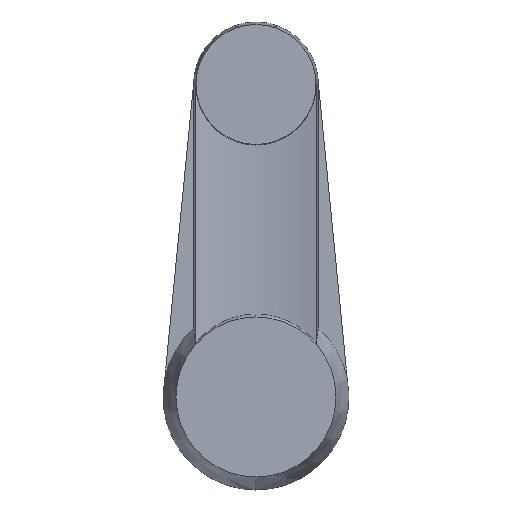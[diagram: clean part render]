
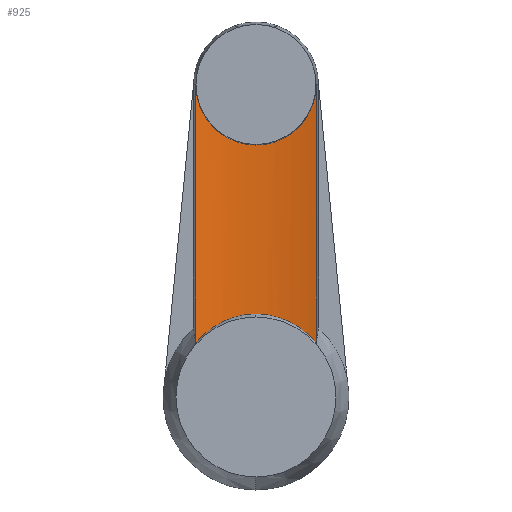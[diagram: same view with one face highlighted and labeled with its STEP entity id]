
A CAD part, front view. The second image highlights one B-rep face of the part: STEP entity #925.
In plain terms, the highlighted cylindrical face has radius 500 mm (diameter 1000 mm), a partial arc.
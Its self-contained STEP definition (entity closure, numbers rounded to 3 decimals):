
#46=CARTESIAN_POINT('NONE',(120.295,176.013,657.787));
#47=VERTEX_POINT('NONE',#46);
#48=CARTESIAN_POINT('NONE',(0.,190.7,715.977));
#49=VERTEX_POINT('NONE',#48);
#50=B_SPLINE_CURVE_WITH_KNOTS('*CRV51',5,(#51,#52,#53,#54,#55,#56,#57,#58,#59,#60,#61,#62,#63,#64,#65),.UNSPECIFIED.,.U.,.U.,(6,3,3,3,6),(0.,1.,1.533,1.745,1.961),.UNSPECIFIED.);
#51=CARTESIAN_POINT('NONE',(120.295,176.013,657.787));
#52=CARTESIAN_POINT('NONE',(111.449,178.206,668.657));
#53=CARTESIAN_POINT('NONE',(101.45,180.471,678.573));
#54=CARTESIAN_POINT('NONE',(90.4,182.675,687.373));
#55=CARTESIAN_POINT('NONE',(72.047,185.744,698.892));
#56=CARTESIAN_POINT('NONE',(51.989,188.065,707.052));
#57=CARTESIAN_POINT('NONE',(44.842,188.765,709.462));
#58=CARTESIAN_POINT('NONE',(34.649,189.573,712.208));
#59=CARTESIAN_POINT('NONE',(24.257,190.125,714.06));
#60=CARTESIAN_POINT('NONE',(21.281,190.26,714.513));
#61=CARTESIAN_POINT('NONE',(15.254,190.49,715.28));
#62=CARTESIAN_POINT('NONE',(9.194,190.63,715.743));
#63=CARTESIAN_POINT('NONE',(6.131,190.677,715.898));
#64=CARTESIAN_POINT('NONE',(3.066,190.7,715.977));
#65=CARTESIAN_POINT('NONE',(0.,190.7,715.977));
#66=EDGE_CURVE('NONE',#47,#49,#50,.T.);
#126=CARTESIAN_POINT('NONE',(-120.295,176.013,657.787));
#127=VERTEX_POINT('NONE',#126);
#161=B_SPLINE_CURVE_WITH_KNOTS('*CRV48',5,(#162,#163,#164,#165,#166,#167,#168,#169,#170,#171,#172,#173,#174,#175,#176),.UNSPECIFIED.,.U.,.U.,(6,3,3,3,6),(0.,1.,1.987,4.456,9.094),.UNSPECIFIED.);
#162=CARTESIAN_POINT('NONE',(0.,190.7,715.977));
#163=CARTESIAN_POINT('NONE',(-3.059,190.7,715.977));
#164=CARTESIAN_POINT('NONE',(-6.118,190.677,715.899));
#165=CARTESIAN_POINT('NONE',(-9.174,190.63,715.744));
#166=CARTESIAN_POINT('NONE',(-15.234,190.491,715.282));
#167=CARTESIAN_POINT('NONE',(-21.26,190.261,714.517));
#168=CARTESIAN_POINT('NONE',(-24.243,190.125,714.062));
#169=CARTESIAN_POINT('NONE',(-34.641,189.574,712.21));
#170=CARTESIAN_POINT('NONE',(-44.841,188.765,709.463));
#171=CARTESIAN_POINT('NONE',(-51.988,188.065,707.053));
#172=CARTESIAN_POINT('NONE',(-72.047,185.744,698.892));
#173=CARTESIAN_POINT('NONE',(-90.4,182.675,687.373));
#174=CARTESIAN_POINT('NONE',(-101.45,180.471,678.573));
#175=CARTESIAN_POINT('NONE',(-111.449,178.206,668.657));
#176=CARTESIAN_POINT('NONE',(-120.295,176.013,657.787));
#177=EDGE_CURVE('NONE',#49,#127,#161,.T.);
#444=B_SPLINE_CURVE_WITH_KNOTS('*CRV50',5,(#445,#446,#447,#448,#449,#450,#451,#452,#453,#454,#455,#456),.UNSPECIFIED.,.U.,.U.,(6,3,3,6),(0.,1.,1.968,3.078),.UNSPECIFIED.);
#445=CARTESIAN_POINT('NONE',(120.295,176.013,1175.));
#446=CARTESIAN_POINT('NONE',(120.295,176.013,1162.634));
#447=CARTESIAN_POINT('NONE',(118.729,176.401,1150.268));
#448=CARTESIAN_POINT('NONE',(115.595,177.179,1138.185));
#449=CARTESIAN_POINT('NONE',(106.514,179.318,1115.497));
#450=CARTESIAN_POINT('NONE',(92.195,182.212,1095.804));
#451=CARTESIAN_POINT('NONE',(84.003,183.717,1087.043));
#452=CARTESIAN_POINT('NONE',(64.264,186.847,1070.572));
#453=CARTESIAN_POINT('NONE',(40.789,189.284,1059.768));
#454=CARTESIAN_POINT('NONE',(27.462,190.229,1055.821));
#455=CARTESIAN_POINT('NONE',(13.731,190.7,1053.848));
#456=CARTESIAN_POINT('NONE',(0.,190.7,1053.848));
#457=EDGE_CURVE('NONE',#905,#518,#444,.T.);
#517=CARTESIAN_POINT('NONE',(0.,190.7,1053.848));
#518=VERTEX_POINT('NONE',#517);
#519=B_SPLINE_CURVE_WITH_KNOTS('*CRV49',5,(#520,#521,#522,#523,#524,#525,#526,#527,#528,#529,#530,#531),.UNSPECIFIED.,.U.,.U.,(6,3,3,6),(0.,1.,1.872,2.772),.UNSPECIFIED.);
#520=CARTESIAN_POINT('NONE',(0.,190.7,1053.848));
#521=CARTESIAN_POINT('NONE',(-13.731,190.7,1053.848));
#522=CARTESIAN_POINT('NONE',(-27.462,190.229,1055.821));
#523=CARTESIAN_POINT('NONE',(-40.789,189.284,1059.768));
#524=CARTESIAN_POINT('NONE',(-64.264,186.847,1070.572));
#525=CARTESIAN_POINT('NONE',(-84.003,183.717,1087.043));
#526=CARTESIAN_POINT('NONE',(-92.195,182.212,1095.804));
#527=CARTESIAN_POINT('NONE',(-106.514,179.318,1115.497));
#528=CARTESIAN_POINT('NONE',(-115.595,177.179,1138.185));
#529=CARTESIAN_POINT('NONE',(-118.729,176.401,1150.268));
#530=CARTESIAN_POINT('NONE',(-120.295,176.013,1162.634));
#531=CARTESIAN_POINT('NONE',(-120.295,176.013,1175.));
#532=EDGE_CURVE('NONE',#518,#885,#519,.T.);
#884=CARTESIAN_POINT('NONE',(-120.295,176.013,1175.));
#885=VERTEX_POINT('NONE',#884);
#886=DIRECTION('NONE',(0.,0.,1.));
#887=VECTOR('NONE',#886,1.);
#888=CARTESIAN_POINT('NONE',(-120.295,176.013,0.));
#889=LINE('*LN100',#888,#887);
#891=EDGE_CURVE('NONE',#127,#885,#889,.T.);
#903=ORIENTED_EDGE('NONE',*,*,#66,.F.);
#904=CARTESIAN_POINT('NONE',(120.295,176.013,1175.));
#905=VERTEX_POINT('NONE',#904);
#906=DIRECTION('NONE',(0.,0.,1.));
#907=VECTOR('NONE',#906,1.);
#908=CARTESIAN_POINT('NONE',(120.295,176.013,0.));
#909=LINE('*LN101',#908,#907);
#911=EDGE_CURVE('NONE',#47,#905,#909,.T.);
#912=ORIENTED_EDGE('NONE',*,*,#911,.T.);
#913=ORIENTED_EDGE('NONE',*,*,#457,.T.);
#914=ORIENTED_EDGE('NONE',*,*,#532,.T.);
#915=ORIENTED_EDGE('NONE',*,*,#891,.F.);
#916=ORIENTED_EDGE('NONE',*,*,#177,.F.);
#917=EDGE_LOOP('NONE',(#903,#912,#913,#914,#915,#916));
#918=FACE_OUTER_BOUND('NONE',#917,.T.);
#919=CARTESIAN_POINT('NONE',(0.,-309.3,550.));
#920=DIRECTION('NONE',(0.241,0.971,0.));
#921=DIRECTION('NONE',(0.,0.,1.));
#922=AXIS2_PLACEMENT_3D('NONE',#919,#921,#920);
#923=CYLINDRICAL_SURFACE('*SUR1',#922,500.);
#925=ADVANCED_FACE('*FAC5',(#918),#923,.F.);
